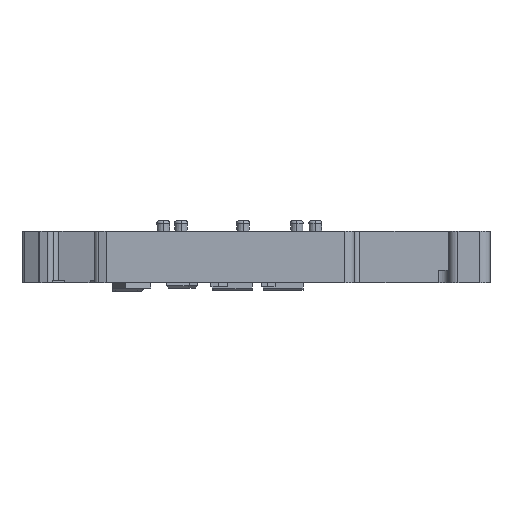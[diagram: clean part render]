
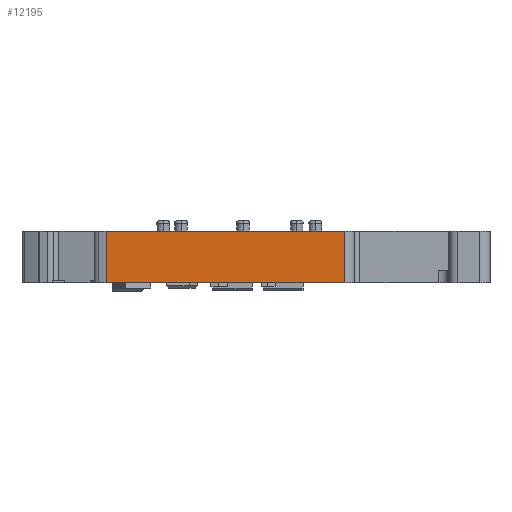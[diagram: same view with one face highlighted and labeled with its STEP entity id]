
A CAD part, left-side view. The second image highlights one B-rep face of the part: STEP entity #12195.
In plain terms, the highlighted planar face has unit normal (-1, 0, 0).
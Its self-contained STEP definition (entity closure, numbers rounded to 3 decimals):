
#268=DIRECTION('',(0.,-1.,0.));
#269=VECTOR('',#268,23.055);
#270=CARTESIAN_POINT('',(-33.5,31.055,-2.5));
#271=LINE('',#270,#269);
#2802=DIRECTION('',(0.,1.,0.));
#2803=VECTOR('',#2802,23.055);
#2804=CARTESIAN_POINT('',(-33.5,8.,2.5));
#2805=LINE('',#2804,#2803);
#3938=DIRECTION('',(0.,0.,-1.));
#3939=VECTOR('',#3938,5.);
#3940=CARTESIAN_POINT('',(-33.5,31.055,2.5));
#3941=LINE('',#3940,#3939);
#3945=DIRECTION('',(0.,0.,1.));
#3946=VECTOR('',#3945,5.);
#3947=CARTESIAN_POINT('',(-33.5,8.,-2.5));
#3948=LINE('',#3947,#3946);
#8470=CARTESIAN_POINT('',(-33.5,31.055,-2.5));
#8471=VERTEX_POINT('',#8470);
#8472=CARTESIAN_POINT('',(-33.5,8.,-2.5));
#8473=VERTEX_POINT('',#8472);
#9039=CARTESIAN_POINT('',(-33.5,8.,2.5));
#9040=VERTEX_POINT('',#9039);
#9041=CARTESIAN_POINT('',(-33.5,31.055,2.5));
#9042=VERTEX_POINT('',#9041);
#12183=CARTESIAN_POINT('',(-33.5,19.528,0.));
#12184=DIRECTION('',(1.,0.,0.));
#12185=DIRECTION('',(0.,-1.,0.));
#12186=AXIS2_PLACEMENT_3D('',#12183,#12184,#12185);
#12187=PLANE('',#12186);
#12189=ORIENTED_EDGE('',*,*,#12188,.F.);
#12190=ORIENTED_EDGE('',*,*,#9887,.F.);
#12191=ORIENTED_EDGE('',*,*,#12178,.F.);
#12192=ORIENTED_EDGE('',*,*,#11125,.F.);
#12193=EDGE_LOOP('',(#12189,#12190,#12191,#12192));
#12194=FACE_OUTER_BOUND('',#12193,.F.);
#9887=EDGE_CURVE('',#8471,#8473,#271,.T.);
#11125=EDGE_CURVE('',#9040,#9042,#2805,.T.);
#12178=EDGE_CURVE('',#9042,#8471,#3941,.T.);
#12188=EDGE_CURVE('',#8473,#9040,#3948,.T.);
#12195=ADVANCED_FACE('',(#12194),#12187,.F.);
